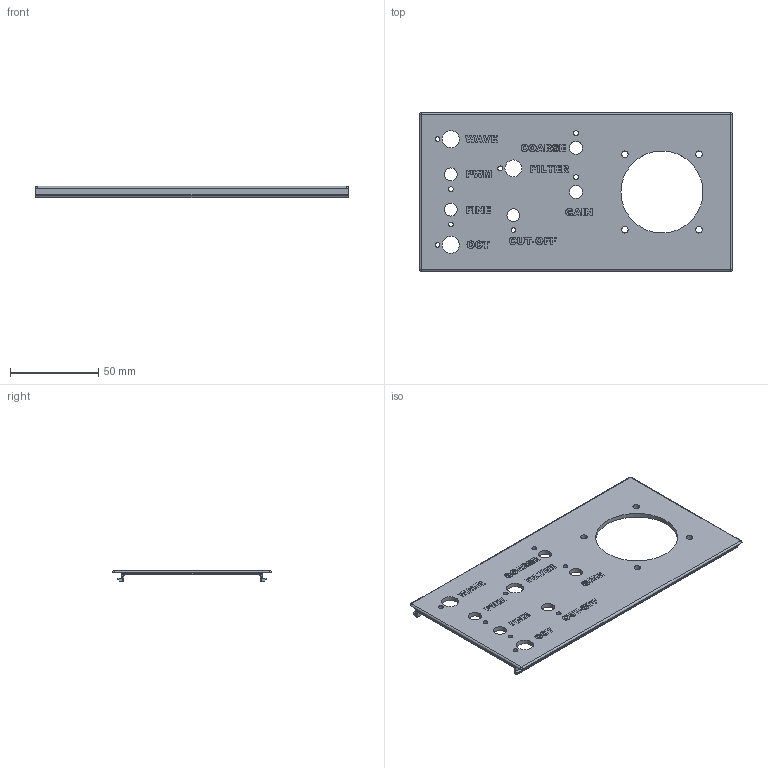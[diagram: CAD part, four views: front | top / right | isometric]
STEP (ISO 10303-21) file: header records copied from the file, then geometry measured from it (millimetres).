
FILE_DESCRIPTION(/* description */ (''),/* implementation_level */ '2;1');
FILE_NAME(/* name */ 'frontplate_right.stp',/* time_stamp */ '2026-03-15T15:08:38+01:00',/* author */ ('Wendelin'),/* organization */ (''),/* preprocessor_version */ 'ST-DEVELOPER v20',/* originating_system */ 'Autodesk Inventor 2024',/* authorisation */ '');
FILE_SCHEMA (('AUTOMOTIVE_DESIGN { 1 0 10303 214 3 1 1 }'));
Length unit declared in the file: millimetre
Products named in the file (3): frontplane_right; frontplate; frontplane_right_text
Assembly tree (2 placements, depth 2):
  frontplane_right
    frontplate
    frontplane_right_text
Bounding box: 177.5 x 90 x 6.5 mm (x, y, z)
Volume: 34613.1 mm3; surface area: 34703.4 mm2
Topology: 38 solids, 38 shells, 965 faces, 2513 edges, 1666 vertices
Faces by surface type: plane 706, bspline 222, cylinder 33, sphere 4
Full cylindrical faces by diameter (mm): 2.7 x8, 3.7 x4, 7.3 x5, 9.6 x3, 46.5 x1
Entity records: 30789 total; most frequent: CARTESIAN_POINT 8348, ORIENTED_EDGE 5018, DIRECTION 3639, EDGE_CURVE 2509, LINE 2003, VECTOR 2003, VERTEX_POINT 1666, EDGE_LOOP 1071
